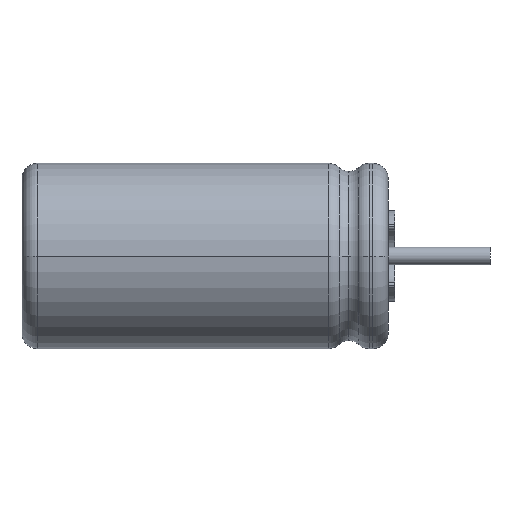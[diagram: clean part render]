
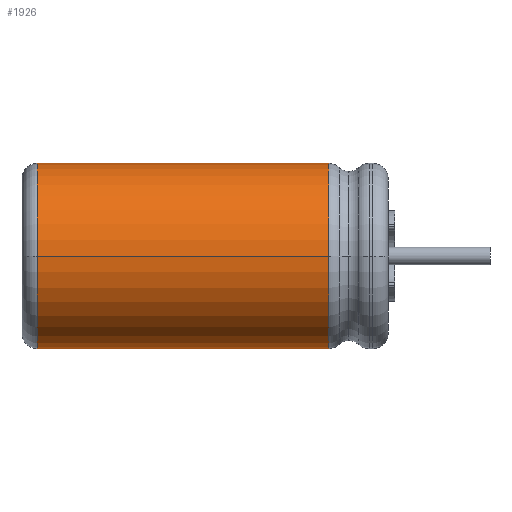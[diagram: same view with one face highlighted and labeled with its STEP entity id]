
A CAD part, left-side view. The second image highlights one B-rep face of the part: STEP entity #1926.
In plain terms, the highlighted cylindrical face has radius 3.175 mm (diameter 6.351 mm), a partial arc.
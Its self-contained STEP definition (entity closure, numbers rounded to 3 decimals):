
#60 = DIRECTION ( 'NONE',  ( 0., -1., 0. ) ) ;
#176 = CARTESIAN_POINT ( 'NONE',  ( 0., 12.5, 0. ) ) ;
#208 = CARTESIAN_POINT ( 'NONE',  ( 0., 2.52, -3.175 ) ) ;
#243 = CIRCLE ( 'NONE', #4775, 3.175 ) ;
#248 = VERTEX_POINT ( 'NONE', #3574 ) ;
#361 = DIRECTION ( 'NONE',  ( 1., 0., 0. ) ) ;
#444 = ORIENTED_EDGE ( 'NONE', *, *, #4553, .T. ) ;
#446 = VECTOR ( 'NONE', #2160, 1000. ) ;
#605 = CARTESIAN_POINT ( 'NONE',  ( 0., 2.52, 3.175 ) ) ;
#689 = LINE ( 'NONE', #3817, #4641 ) ;
#928 = AXIS2_PLACEMENT_3D ( 'NONE', #176, #1332, #4019 ) ;
#1082 = CARTESIAN_POINT ( 'NONE',  ( 0., 12.922, 0. ) ) ;
#1263 = ORIENTED_EDGE ( 'NONE', *, *, #4106, .F. ) ;
#1332 = DIRECTION ( 'NONE',  ( 0., -1., 0. ) ) ;
#1699 = CIRCLE ( 'NONE', #928, 3.175 ) ;
#1901 = EDGE_LOOP ( 'NONE', ( #444, #1263, #3380, #2681 ) ) ;
#1926 = ADVANCED_FACE ( 'NONE', ( #4102 ), #2207, .T. ) ;
#2036 = EDGE_CURVE ( 'NONE', #3663, #2586, #243, .T. ) ;
#2160 = DIRECTION ( 'NONE',  ( 0., 1., 0. ) ) ;
#2207 = CYLINDRICAL_SURFACE ( 'NONE', #3116, 3.175 ) ;
#2586 = VERTEX_POINT ( 'NONE', #208 ) ;
#2681 = ORIENTED_EDGE ( 'NONE', *, *, #3951, .F. ) ;
#2831 = VERTEX_POINT ( 'NONE', #3654 ) ;
#2894 = LINE ( 'NONE', #4405, #446 ) ;
#3004 = DIRECTION ( 'NONE',  ( 0., -1., 0. ) ) ;
#3116 = AXIS2_PLACEMENT_3D ( 'NONE', #1082, #3755, #361 ) ;
#3380 = ORIENTED_EDGE ( 'NONE', *, *, #2036, .F. ) ;
#3574 = CARTESIAN_POINT ( 'NONE',  ( 0., 12.5, -3.175 ) ) ;
#3654 = CARTESIAN_POINT ( 'NONE',  ( 0., 12.5, 3.175 ) ) ;
#3663 = VERTEX_POINT ( 'NONE', #605 ) ;
#3755 = DIRECTION ( 'NONE',  ( 0., 1., 0. ) ) ;
#3817 = CARTESIAN_POINT ( 'NONE',  ( 0., 12.922, 3.175 ) ) ;
#3887 = DIRECTION ( 'NONE',  ( 1., 0., 0. ) ) ;
#3951 = EDGE_CURVE ( 'NONE', #2831, #3663, #689, .T. ) ;
#4019 = DIRECTION ( 'NONE',  ( 1., 0., 0. ) ) ;
#4102 = FACE_OUTER_BOUND ( 'NONE', #1901, .T. ) ;
#4106 = EDGE_CURVE ( 'NONE', #2586, #248, #2894, .T. ) ;
#4405 = CARTESIAN_POINT ( 'NONE',  ( 0., 12.922, -3.175 ) ) ;
#4553 = EDGE_CURVE ( 'NONE', #2831, #248, #1699, .T. ) ;
#4641 = VECTOR ( 'NONE', #3004, 1000. ) ;
#4775 = AXIS2_PLACEMENT_3D ( 'NONE', #4872, #60, #3887 ) ;
#4872 = CARTESIAN_POINT ( 'NONE',  ( 0., 2.52, 0. ) ) ;
